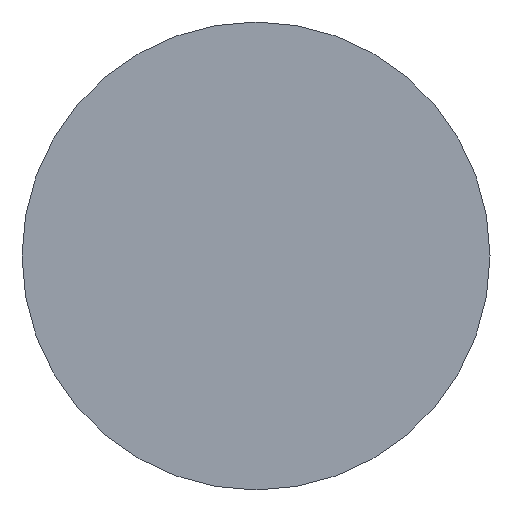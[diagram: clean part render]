
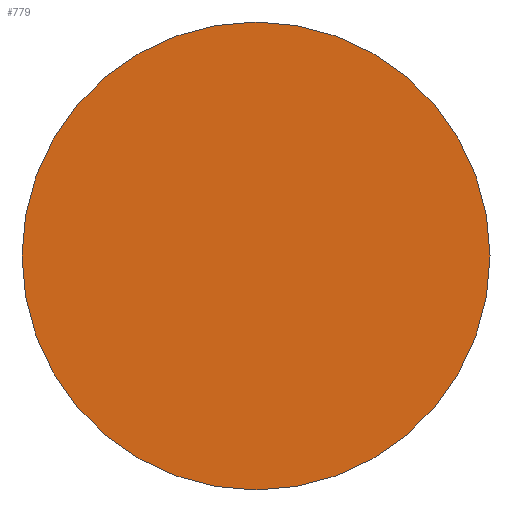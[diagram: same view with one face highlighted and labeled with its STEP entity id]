
A CAD part, front view. The second image highlights one B-rep face of the part: STEP entity #779.
In plain terms, the highlighted planar face has unit normal (0, -1, 0).
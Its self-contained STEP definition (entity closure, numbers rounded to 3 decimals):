
#27=PLANE('',#922);
#119=FACE_OUTER_BOUND('',#163,.T.);
#163=EDGE_LOOP('',(#723,#724));
#305=CIRCLE('',#920,37.503);
#306=CIRCLE('',#921,37.503);
#386=VERTEX_POINT('',#1428);
#387=VERTEX_POINT('',#1429);
#498=EDGE_CURVE('',#386,#387,#305,.T.);
#499=EDGE_CURVE('',#387,#386,#306,.T.);
#723=ORIENTED_EDGE('',*,*,#498,.T.);
#724=ORIENTED_EDGE('',*,*,#499,.T.);
#779=ADVANCED_FACE('',(#119),#27,.T.);
#920=AXIS2_PLACEMENT_3D('',#1430,#1192,#1193);
#921=AXIS2_PLACEMENT_3D('',#1431,#1194,#1195);
#922=AXIS2_PLACEMENT_3D('',#1433,#1197,#1198);
#1192=DIRECTION('center_axis',(0.,-1.,0.));
#1193=DIRECTION('ref_axis',(-1.,0.,0.));
#1194=DIRECTION('center_axis',(0.,-1.,0.));
#1195=DIRECTION('ref_axis',(-1.,0.,0.));
#1197=DIRECTION('center_axis',(0.,-1.,0.));
#1198=DIRECTION('ref_axis',(0.,0.,-1.));
#1428=CARTESIAN_POINT('',(-37.503,0.,0.));
#1429=CARTESIAN_POINT('',(37.503,0.,0.));
#1430=CARTESIAN_POINT('Origin',(0.,0.,0.));
#1431=CARTESIAN_POINT('Origin',(0.,0.,0.));
#1433=CARTESIAN_POINT('Origin',(-18.751,0.,0.));
